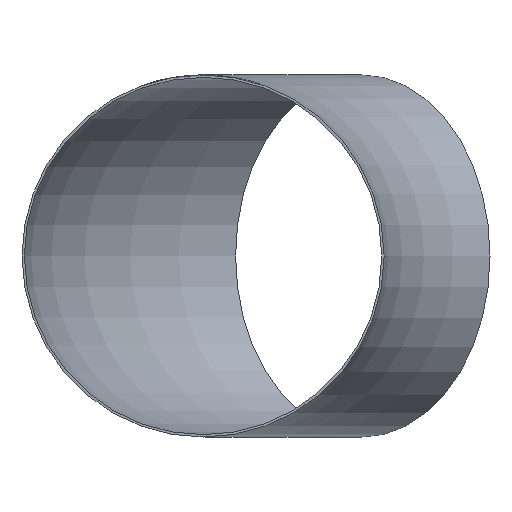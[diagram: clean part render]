
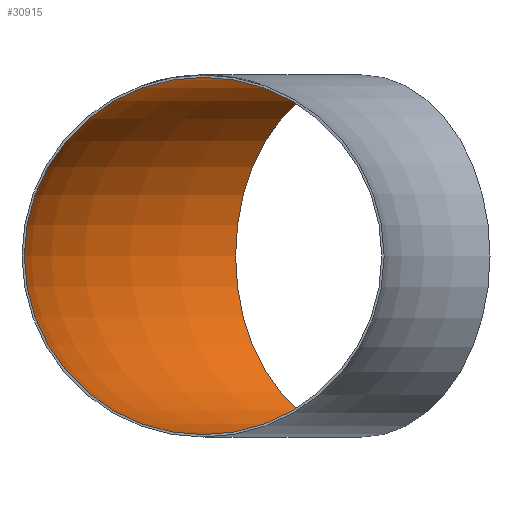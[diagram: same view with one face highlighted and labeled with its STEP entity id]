
A CAD part, front view. The second image highlights one B-rep face of the part: STEP entity #30915.
In plain terms, the highlighted toroidal (fillet/blend) face has major radius 914 mm and minor radius 301 mm.
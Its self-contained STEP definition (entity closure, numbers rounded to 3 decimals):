
#2552 = ORIENTED_EDGE ( 'NONE', *, *, #12484, .T. ) ;
#3211 = FACE_OUTER_BOUND ( 'NONE', #31592, .T. ) ;
#3848 = CARTESIAN_POINT ( 'NONE',  ( -859.135, 859.135, 0. ) ) ;
#4385 = AXIS2_PLACEMENT_3D ( 'NONE', #8784, #8941, #11029 ) ;
#6112 = DIRECTION ( 'NONE',  ( 0., 0., -1. ) ) ;
#6841 = AXIS2_PLACEMENT_3D ( 'NONE', #28090, #6112, #29855 ) ;
#8784 = CARTESIAN_POINT ( 'NONE',  ( -914., 0., 0. ) ) ;
#8941 = DIRECTION ( 'NONE',  ( 0., 1., 0. ) ) ;
#9021 = CIRCLE ( 'NONE', #25935, 301. ) ;
#11029 = DIRECTION ( 'NONE',  ( 0., 0., 1. ) ) ;
#11410 = VERTEX_POINT ( 'NONE', #16373 ) ;
#12385 = CARTESIAN_POINT ( 'NONE',  ( -646.296, 646.296, 0. ) ) ;
#12484 = EDGE_CURVE ( 'NONE', #13976, #13976, #9021, .T. ) ;
#13976 = VERTEX_POINT ( 'NONE', #3848 ) ;
#14467 = DIRECTION ( 'NONE',  ( -0.707, 0.707, 0. ) ) ;
#15564 = ORIENTED_EDGE ( 'NONE', *, *, #17223, .F. ) ;
#16373 = CARTESIAN_POINT ( 'NONE',  ( -914., 0., 301. ) ) ;
#16874 = DIRECTION ( 'NONE',  ( 0.707, 0.707, 0. ) ) ;
#17223 = EDGE_CURVE ( 'NONE', #11410, #11410, #20800, .T. ) ;
#20070 = FACE_OUTER_BOUND ( 'NONE', #28843, .T. ) ;
#20668 = TOROIDAL_SURFACE ( 'NONE', #6841, 914., 301. ) ;
#20800 = CIRCLE ( 'NONE', #4385, 301. ) ;
#25935 = AXIS2_PLACEMENT_3D ( 'NONE', #12385, #16874, #14467 ) ;
#28090 = CARTESIAN_POINT ( 'NONE',  ( 0., 0., 0. ) ) ;
#28843 = EDGE_LOOP ( 'NONE', ( #15564 ) ) ;
#29855 = DIRECTION ( 'NONE',  ( -1., 0., 0. ) ) ;
#30915 = ADVANCED_FACE ( 'NONE', ( #3211, #20070 ), #20668, .F. ) ;
#31592 = EDGE_LOOP ( 'NONE', ( #2552 ) ) ;
